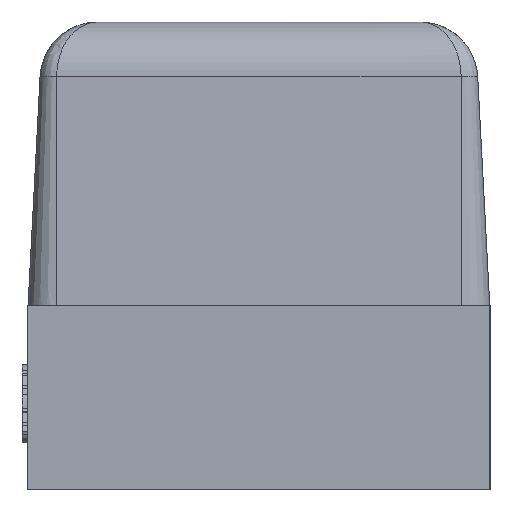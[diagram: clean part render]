
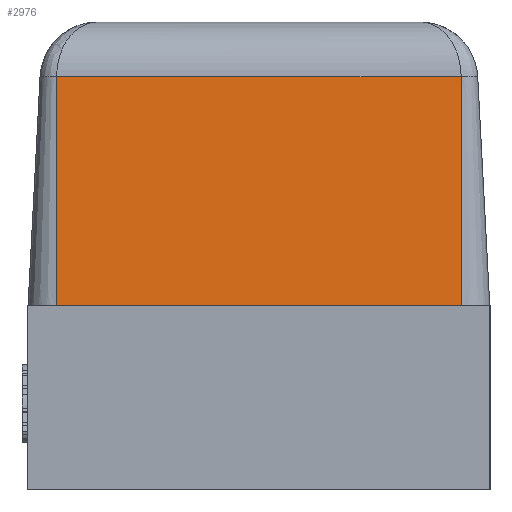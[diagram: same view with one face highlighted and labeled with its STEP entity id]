
A CAD part, left-side view. The second image highlights one B-rep face of the part: STEP entity #2976.
In plain terms, the highlighted planar face has unit normal (-0.999, 0, 0.052).
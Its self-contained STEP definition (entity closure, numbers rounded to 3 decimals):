
#250 = ORIENTED_EDGE ( 'NONE', *, *, #15835, .T. ) ;
#594 = VERTEX_POINT ( 'NONE', #6147 ) ;
#724 = LINE ( 'NONE', #4794, #17522 ) ;
#1100 = AXIS2_PLACEMENT_3D ( 'NONE', #15837, #6107, #3476 ) ;
#1275 = ORIENTED_EDGE ( 'NONE', *, *, #6938, .T. ) ;
#2199 = DIRECTION ( 'NONE',  ( 0., -1., 0. ) ) ;
#2500 = LINE ( 'NONE', #13230, #15049 ) ;
#2952 = PLANE ( 'NONE',  #1100 ) ;
#2976 = ADVANCED_FACE ( 'NONE', ( #4315 ), #2952, .T. ) ;
#3476 = DIRECTION ( 'NONE',  ( 0.052, 0., 0.999 ) ) ;
#3826 = ORIENTED_EDGE ( 'NONE', *, *, #4925, .F. ) ;
#3947 = CARTESIAN_POINT ( 'NONE',  ( -0.579, 0.35, 0.705 ) ) ;
#4315 = FACE_OUTER_BOUND ( 'NONE', #5527, .T. ) ;
#4794 = CARTESIAN_POINT ( 'NONE',  ( -0.6, -0.35, 0.3 ) ) ;
#4899 = CARTESIAN_POINT ( 'NONE',  ( -0.579, 0.35, 0.705 ) ) ;
#4925 = EDGE_CURVE ( 'NONE', #7296, #8795, #724, .T. ) ;
#5495 = ORIENTED_EDGE ( 'NONE', *, *, #8444, .T. ) ;
#5527 = EDGE_LOOP ( 'NONE', ( #3826, #5495, #250, #1275 ) ) ;
#6107 = DIRECTION ( 'NONE',  ( -0.999, 0., 0.052 ) ) ;
#6147 = CARTESIAN_POINT ( 'NONE',  ( -0.6, 0.35, 0.3 ) ) ;
#6162 = DIRECTION ( 'NONE',  ( 0., 1., 0. ) ) ;
#6565 = CARTESIAN_POINT ( 'NONE',  ( -0.6, 0.35, 0.3 ) ) ;
#6938 = EDGE_CURVE ( 'NONE', #594, #8795, #7526, .T. ) ;
#7067 = CARTESIAN_POINT ( 'NONE',  ( -0.579, -0.35, 0.705 ) ) ;
#7296 = VERTEX_POINT ( 'NONE', #7067 ) ;
#7526 = LINE ( 'NONE', #6565, #15148 ) ;
#7631 = DIRECTION ( 'NONE',  ( -0.052, 0., -0.999 ) ) ;
#8304 = VERTEX_POINT ( 'NONE', #3947 ) ;
#8444 = EDGE_CURVE ( 'NONE', #7296, #8304, #17269, .T. ) ;
#8795 = VERTEX_POINT ( 'NONE', #16065 ) ;
#12771 = VECTOR ( 'NONE', #6162, 1000. ) ;
#13230 = CARTESIAN_POINT ( 'NONE',  ( -0.6, 0.35, 0.3 ) ) ;
#14098 = DIRECTION ( 'NONE',  ( -0.052, 0., -0.999 ) ) ;
#15049 = VECTOR ( 'NONE', #7631, 1000. ) ;
#15148 = VECTOR ( 'NONE', #2199, 1000. ) ;
#15835 = EDGE_CURVE ( 'NONE', #8304, #594, #2500, .T. ) ;
#15837 = CARTESIAN_POINT ( 'NONE',  ( -0.6, 0.35, 0.3 ) ) ;
#16065 = CARTESIAN_POINT ( 'NONE',  ( -0.6, -0.35, 0.3 ) ) ;
#17269 = LINE ( 'NONE', #4899, #12771 ) ;
#17522 = VECTOR ( 'NONE', #14098, 1000. ) ;
